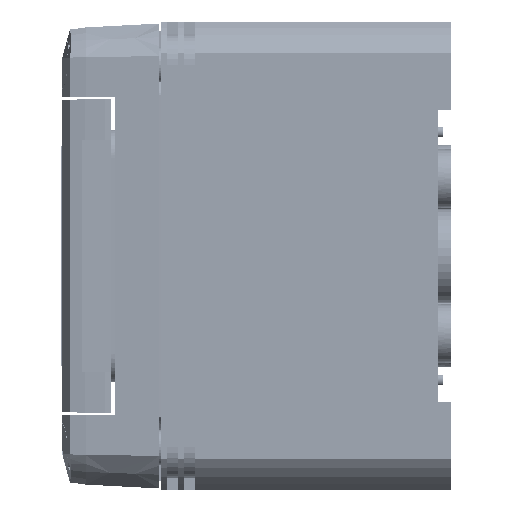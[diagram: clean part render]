
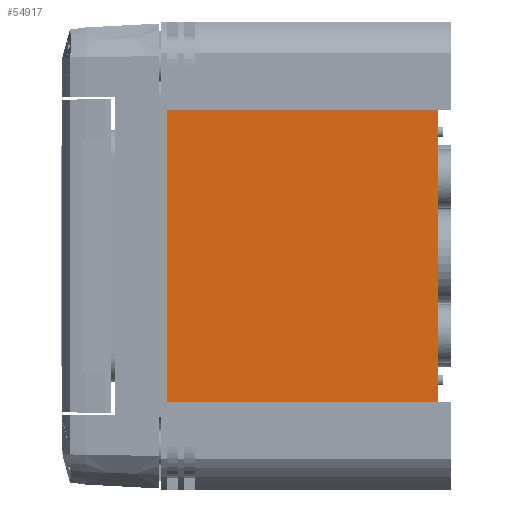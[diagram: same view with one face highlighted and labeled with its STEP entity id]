
A CAD part, left-side view. The second image highlights one B-rep face of the part: STEP entity #54917.
In plain terms, the highlighted planar face has unit normal (-1, 0, 0).
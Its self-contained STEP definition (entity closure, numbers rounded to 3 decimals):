
#3836 = EDGE_LOOP ( 'NONE', ( #157086, #22476, #49198, #70983 ) ) ;
#4900 = DIRECTION ( 'NONE',  ( 0., 1., 0. ) ) ;
#5953 = CARTESIAN_POINT ( 'NONE',  ( -93.841, 87.5, -47.15 ) ) ;
#8822 = VECTOR ( 'NONE', #67013, 1000. ) ;
#18922 = EDGE_CURVE ( 'NONE', #94385, #93802, #112408, .T. ) ;
#22452 = LINE ( 'NONE', #102809, #83804 ) ;
#22476 = ORIENTED_EDGE ( 'NONE', *, *, #18922, .T. ) ;
#26510 = FACE_OUTER_BOUND ( 'NONE', #3836, .T. ) ;
#29403 = LINE ( 'NONE', #56287, #58159 ) ;
#30770 = CARTESIAN_POINT ( 'NONE',  ( -93.841, 0., 47.15 ) ) ;
#36713 = CARTESIAN_POINT ( 'NONE',  ( -93.841, 87.5, -47.15 ) ) ;
#41346 = LINE ( 'NONE', #5953, #8822 ) ;
#49198 = ORIENTED_EDGE ( 'NONE', *, *, #84868, .T. ) ;
#50299 = PLANE ( 'NONE',  #124290 ) ;
#54917 = ADVANCED_FACE ( 'NONE', ( #26510 ), #50299, .T. ) ;
#56287 = CARTESIAN_POINT ( 'NONE',  ( -93.841, 87.5, -47.15 ) ) ;
#58159 = VECTOR ( 'NONE', #81435, 1000. ) ;
#61107 = VERTEX_POINT ( 'NONE', #91124 ) ;
#62680 = DIRECTION ( 'NONE',  ( -1., 0., 0. ) ) ;
#67013 = DIRECTION ( 'NONE',  ( 0., -1., 0. ) ) ;
#70983 = ORIENTED_EDGE ( 'NONE', *, *, #121433, .T. ) ;
#72277 = VECTOR ( 'NONE', #93650, 1000. ) ;
#81435 = DIRECTION ( 'NONE',  ( 0., 0., -1. ) ) ;
#83804 = VECTOR ( 'NONE', #4900, 1000. ) ;
#84868 = EDGE_CURVE ( 'NONE', #93802, #61107, #22452, .T. ) ;
#91124 = CARTESIAN_POINT ( 'NONE',  ( -93.841, 87.5, 47.15 ) ) ;
#93650 = DIRECTION ( 'NONE',  ( 0., 0., 1. ) ) ;
#93802 = VERTEX_POINT ( 'NONE', #30770 ) ;
#94385 = VERTEX_POINT ( 'NONE', #109106 ) ;
#102809 = CARTESIAN_POINT ( 'NONE',  ( -93.841, 87.5, 47.15 ) ) ;
#109106 = CARTESIAN_POINT ( 'NONE',  ( -93.841, 0., -47.15 ) ) ;
#112408 = LINE ( 'NONE', #141750, #72277 ) ;
#119817 = EDGE_CURVE ( 'NONE', #130771, #94385, #41346, .T. ) ;
#121433 = EDGE_CURVE ( 'NONE', #61107, #130771, #29403, .T. ) ;
#124290 = AXIS2_PLACEMENT_3D ( 'NONE', #135842, #62680, #148240 ) ;
#130771 = VERTEX_POINT ( 'NONE', #36713 ) ;
#135842 = CARTESIAN_POINT ( 'NONE',  ( -93.841, 0., 0. ) ) ;
#141750 = CARTESIAN_POINT ( 'NONE',  ( -93.841, 0., 0. ) ) ;
#148240 = DIRECTION ( 'NONE',  ( 0., 0., 1. ) ) ;
#157086 = ORIENTED_EDGE ( 'NONE', *, *, #119817, .T. ) ;
